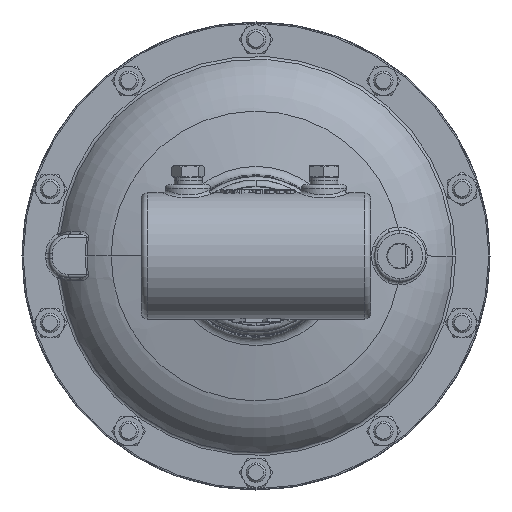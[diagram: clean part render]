
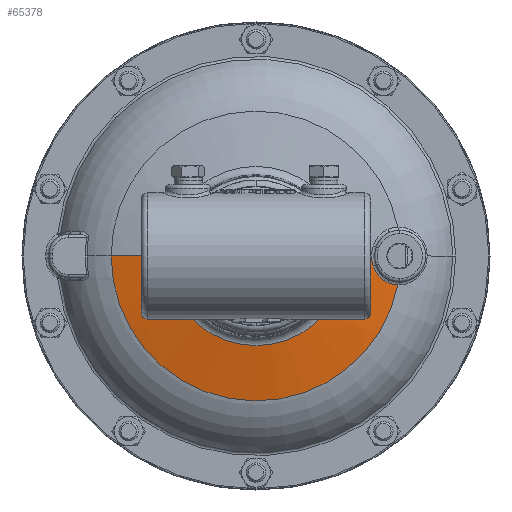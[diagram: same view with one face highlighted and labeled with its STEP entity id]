
A CAD part, front view. The second image highlights one B-rep face of the part: STEP entity #65378.
In plain terms, the highlighted spherical face has radius 300.038 mm.
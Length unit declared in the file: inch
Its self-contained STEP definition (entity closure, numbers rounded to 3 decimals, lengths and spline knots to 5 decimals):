
#2181 = CARTESIAN_POINT ( 'NONE',  ( 2.26415, 5.29095, -0.18993 ) ) ;
#2485 = VERTEX_POINT ( 'NONE', #28061 ) ;
#3078 = CARTESIAN_POINT ( 'NONE',  ( 2.42497, 5.33026, -0.43938 ) ) ;
#6644 = CARTESIAN_POINT ( 'NONE',  ( 2.74425, 5.40716, -0.55861 ) ) ;
#8419 = CARTESIAN_POINT ( 'NONE',  ( 2.58311, 5.36837, -0.52911 ) ) ;
#10490 = VERTEX_POINT ( 'NONE', #72872 ) ;
#10662 = CARTESIAN_POINT ( 'NONE',  ( -2.80053, 5.40716, 0. ) ) ;
#13949 = DIRECTION ( 'NONE',  ( 0., -1., 0. ) ) ;
#14022 = CARTESIAN_POINT ( 'NONE',  ( 2.26415, 5.29095, -0.18993 ) ) ;
#15433 = ORIENTED_EDGE ( 'NONE', *, *, #20141, .T. ) ;
#15677 = ORIENTED_EDGE ( 'NONE', *, *, #25409, .F. ) ;
#17742 = CARTESIAN_POINT ( 'NONE',  ( 2.53504, 5.35683, -0.50914 ) ) ;
#18721 = DIRECTION ( 'NONE',  ( 1., 0., 0. ) ) ;
#18816 = VERTEX_POINT ( 'NONE', #55245 ) ;
#19989 = CARTESIAN_POINT ( 'NONE',  ( 2.23946, 5.28487, -0.08041 ) ) ;
#20141 = EDGE_CURVE ( 'NONE', #36217, #28749, #86783, .T. ) ;
#23875 = ORIENTED_EDGE ( 'NONE', *, *, #88613, .T. ) ;
#24990 = SPHERICAL_SURFACE ( 'NONE', #46960, 11.8125 ) ;
#25409 = EDGE_CURVE ( 'NONE', #60399, #2485, #63900, .T. ) ;
#25962 = CARTESIAN_POINT ( 'NONE',  ( 2.26415, 5.29095, -0.18993 ) ) ;
#27347 = CARTESIAN_POINT ( 'NONE',  ( 2.23507, 5.28379, -0.03238 ) ) ;
#28061 = CARTESIAN_POINT ( 'NONE',  ( -1.73253, 5.19812, 0. ) ) ;
#28749 = VERTEX_POINT ( 'NONE', #25962 ) ;
#29076 = CARTESIAN_POINT ( 'NONE',  ( 2.71108, 5.39916, -0.55728 ) ) ;
#30613 = CARTESIAN_POINT ( 'NONE',  ( 2.48566, 5.34493, -0.4825 ) ) ;
#31077 = CARTESIAN_POINT ( 'NONE',  ( 2.32772, 5.30657, -0.32595 ) ) ;
#31450 = CARTESIAN_POINT ( 'NONE',  ( 0., 16.88288, 0. ) ) ;
#32509 = AXIS2_PLACEMENT_3D ( 'NONE', #48824, #13949, #41985 ) ;
#36096 = DIRECTION ( 'NONE',  ( -1., 0., 0. ) ) ;
#36217 = VERTEX_POINT ( 'NONE', #87301 ) ;
#36426 = CARTESIAN_POINT ( 'NONE',  ( 2.67851, 5.39131, -0.55303 ) ) ;
#37862 = B_SPLINE_CURVE_WITH_KNOTS ( 'NONE', 3,
 ( #51542, #29076, #36426, #65352, #8419, #72670 ),
 .UNSPECIFIED., .F., .F.,
 ( 4, 2, 4 ),
 ( 0., 0.00256, 0.00513 ),
 .UNSPECIFIED. ) ;
#37947 = ORIENTED_EDGE ( 'NONE', *, *, #64292, .T. ) ;
#37967 = CARTESIAN_POINT ( 'NONE',  ( 2.51825, 5.35279, -0.50093 ) ) ;
#39402 = ORIENTED_EDGE ( 'NONE', *, *, #76757, .T. ) ;
#39702 = DIRECTION ( 'NONE',  ( 0., 0., 1. ) ) ;
#41231 = DIRECTION ( 'NONE',  ( 0., 1., 0. ) ) ;
#41985 = DIRECTION ( 'NONE',  ( -1., 0., 0. ) ) ;
#42065 = CARTESIAN_POINT ( 'NONE',  ( 2.23444, 5.28363, -0.01616 ) ) ;
#44575 = DIRECTION ( 'NONE',  ( 0., 0., 1. ) ) ;
#45496 = AXIS2_PLACEMENT_3D ( 'NONE', #86572, #70973, #36096 ) ;
#45798 = CARTESIAN_POINT ( 'NONE',  ( 2.4699, 5.34113, -0.47229 ) ) ;
#46235 = CARTESIAN_POINT ( 'NONE',  ( 2.55232, 5.36097, -0.51632 ) ) ;
#46960 = AXIS2_PLACEMENT_3D ( 'NONE', #31450, #39702, #66781 ) ;
#48824 = CARTESIAN_POINT ( 'NONE',  ( 0., 5.40716, 0. ) ) ;
#51542 = CARTESIAN_POINT ( 'NONE',  ( 2.74425, 5.40716, -0.55861 ) ) ;
#51723 = CARTESIAN_POINT ( 'NONE',  ( 2.39777, 5.32365, -0.41422 ) ) ;
#55245 = CARTESIAN_POINT ( 'NONE',  ( 2.23444, 5.28363, 0. ) ) ;
#55713 = CIRCLE ( 'NONE', #45496, 11.8125 ) ;
#57117 = EDGE_CURVE ( 'NONE', #71311, #36217, #37862, .T. ) ;
#58302 = DIRECTION ( 'NONE',  ( 1., 0., 0. ) ) ;
#58485 = ORIENTED_EDGE ( 'NONE', *, *, #62972, .T. ) ;
#59078 = CARTESIAN_POINT ( 'NONE',  ( 2.29062, 5.29747, -0.26083 ) ) ;
#59512 = AXIS2_PLACEMENT_3D ( 'NONE', #84497, #44575, #58302 ) ;
#60399 = VERTEX_POINT ( 'NONE', #10662 ) ;
#61552 = ORIENTED_EDGE ( 'NONE', *, *, #57117, .T. ) ;
#62256 = CARTESIAN_POINT ( 'NONE',  ( 2.23444, 5.28363, 0. ) ) ;
#62972 = EDGE_CURVE ( 'NONE', #18816, #10490, #55713, .T. ) ;
#63143 = CARTESIAN_POINT ( 'NONE',  ( 2.23759, 5.28441, -0.06448 ) ) ;
#63900 = CIRCLE ( 'NONE', #59512, 11.8125 ) ;
#64292 = EDGE_CURVE ( 'NONE', #28749, #18816, #66530, .T. ) ;
#65070 = CARTESIAN_POINT ( 'NONE',  ( 2.34927, 5.31183, -0.35687 ) ) ;
#65352 = CARTESIAN_POINT ( 'NONE',  ( 2.61452, 5.37592, -0.53894 ) ) ;
#65378 = ADVANCED_FACE ( 'NONE', ( #88357 ), #24990, .T. ) ;
#66530 = B_SPLINE_CURVE_WITH_KNOTS ( 'NONE', 3,
 ( #14022, #76008, #68686, #19989, #63143, #27347, #42065, #62256 ),
 .UNSPECIFIED., .F., .F.,
 ( 4, 2, 2, 4 ),
 ( 0., 0.00244, 0.00367, 0.00489 ),
 .UNSPECIFIED. ) ;
#66781 = DIRECTION ( 'NONE',  ( 1., 0., 0. ) ) ;
#68686 = CARTESIAN_POINT ( 'NONE',  ( 2.24691, 5.28671, -0.1279 ) ) ;
#70973 = DIRECTION ( 'NONE',  ( 0., 0., -1. ) ) ;
#71201 = AXIS2_PLACEMENT_3D ( 'NONE', #72009, #41231, #18721 ) ;
#71311 = VERTEX_POINT ( 'NONE', #6644 ) ;
#71661 = EDGE_LOOP ( 'NONE', ( #15677, #23875, #61552, #15433, #37947, #58485, #39402 ) ) ;
#72009 = CARTESIAN_POINT ( 'NONE',  ( 0., 5.19812, 0. ) ) ;
#72670 = CARTESIAN_POINT ( 'NONE',  ( 2.55232, 5.36097, -0.51632 ) ) ;
#72872 = CARTESIAN_POINT ( 'NONE',  ( 1.73253, 5.19812, 0. ) ) ;
#73768 = CARTESIAN_POINT ( 'NONE',  ( 2.31783, 5.30414, -0.31001 ) ) ;
#74215 = CARTESIAN_POINT ( 'NONE',  ( 2.27577, 5.29382, -0.22626 ) ) ;
#76008 = CARTESIAN_POINT ( 'NONE',  ( 2.2543, 5.28853, -0.15913 ) ) ;
#76757 = EDGE_CURVE ( 'NONE', #10490, #2485, #85893, .T. ) ;
#77895 = CIRCLE ( 'NONE', #32509, 2.80053 ) ;
#84497 = CARTESIAN_POINT ( 'NONE',  ( 0., 16.88288, 0. ) ) ;
#85893 = CIRCLE ( 'NONE', #71201, 1.73253 ) ;
#86572 = CARTESIAN_POINT ( 'NONE',  ( 0., 16.88288, 0. ) ) ;
#86783 = B_SPLINE_CURVE_WITH_KNOTS ( 'NONE', 3,
 ( #46235, #17742, #37967, #30613, #45798, #3078, #51723, #87536, #65070, #31077, #73768, #59078, #74215, #2181 ),
 .UNSPECIFIED., .F., .F.,
 ( 4, 2, 2, 2, 2, 2, 4 ),
 ( 0., 0.00146, 0.00291, 0.00583, 0.00728, 0.00874, 0.01165 ),
 .UNSPECIFIED. ) ;
#87301 = CARTESIAN_POINT ( 'NONE',  ( 2.55232, 5.36097, -0.51632 ) ) ;
#87536 = CARTESIAN_POINT ( 'NONE',  ( 2.36094, 5.31468, -0.37187 ) ) ;
#88357 = FACE_OUTER_BOUND ( 'NONE', #71661, .T. ) ;
#88613 = EDGE_CURVE ( 'NONE', #60399, #71311, #77895, .T. ) ;
